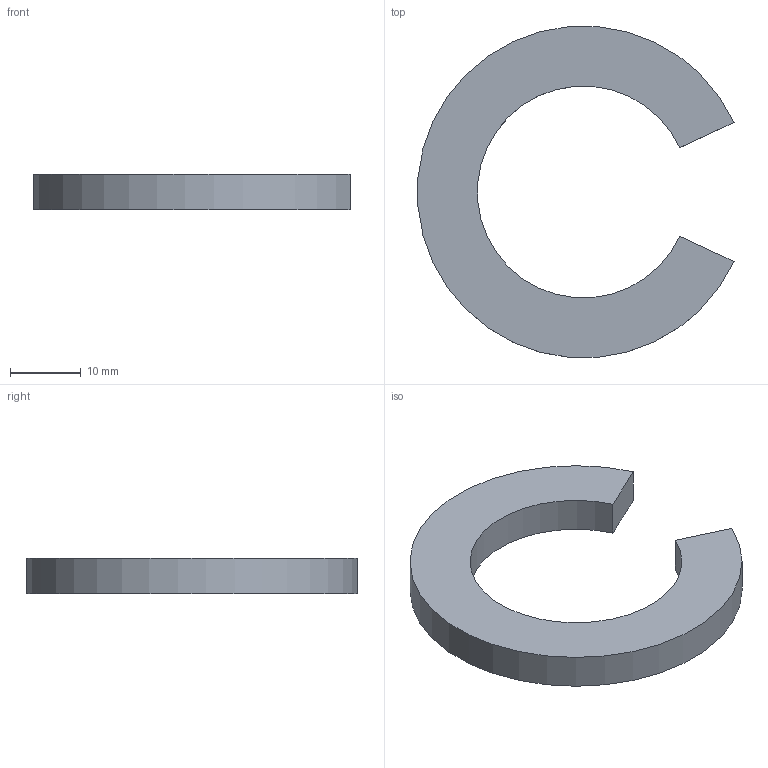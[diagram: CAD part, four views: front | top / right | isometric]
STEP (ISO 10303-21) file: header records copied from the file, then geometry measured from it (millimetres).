
FILE_DESCRIPTION( ( 'STEP AP214' ), ' ' );
FILE_NAME( 'DLR-30-OP.stp', '2017-07-11T16:08:41', ( '' ), ( '' ), ' ', 'PARTsolutions', ' ' );
FILE_SCHEMA( ( 'AUTOMOTIVE_DESIGN { 1 0 10303 214 1 1 1 1 }' ) );
Length unit declared in the file: millimetre
Products named in the file (1): _DLR-30-OP
Bounding box: 44.75 x 46.83 x 5 mm (x, y, z)
Volume: 4434.8 mm3; surface area: 2902.4 mm2
Topology: 1 solids, 1 shells, 6 faces, 12 edges, 8 vertices
Faces by surface type: plane 4, cylinder 2
Entity records: 224 total; most frequent: DIRECTION 30, CARTESIAN_POINT 27, ORIENTED_EDGE 24, EDGE_CURVE 12, AXIS2_PLACEMENT_3D 11, VERTEX_POINT 8, LINE 8, VECTOR 8
